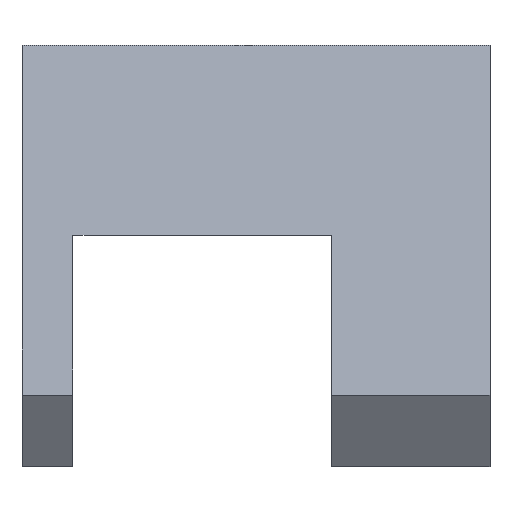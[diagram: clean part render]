
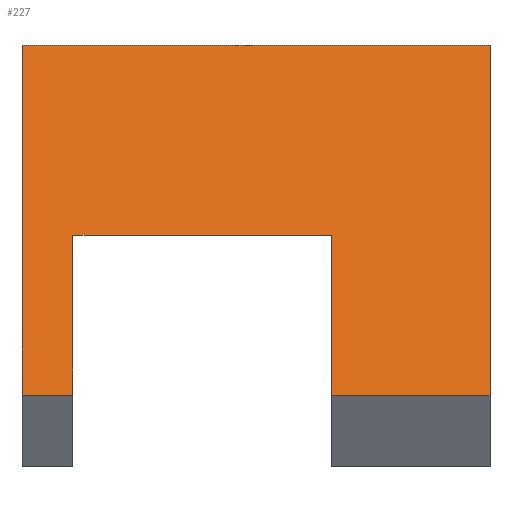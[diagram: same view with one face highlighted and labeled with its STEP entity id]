
A CAD part, left-side view. The second image highlights one B-rep face of the part: STEP entity #227.
In plain terms, the highlighted planar face has unit normal (-0.961, 0, 0.276).
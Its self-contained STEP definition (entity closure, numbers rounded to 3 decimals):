
#25=FACE_OUTER_BOUND('',#37,.T.);
#37=EDGE_LOOP('',(#188,#189,#190,#191,#192,#193,#194,#195));
#43=LINE('',#322,#70);
#47=LINE('',#332,#74);
#50=LINE('',#338,#77);
#56=LINE('',#354,#83);
#61=LINE('',#363,#88);
#65=LINE('',#372,#92);
#67=LINE('',#376,#94);
#68=LINE('',#377,#95);
#70=VECTOR('',#263,10.);
#74=VECTOR('',#271,10.);
#77=VECTOR('',#276,10.);
#83=VECTOR('',#290,10.);
#88=VECTOR('',#297,10.);
#92=VECTOR('',#307,10.);
#94=VECTOR('',#311,10.);
#95=VECTOR('',#312,10.);
#97=VERTEX_POINT('',#320);
#98=VERTEX_POINT('',#321);
#102=VERTEX_POINT('',#331);
#104=VERTEX_POINT('',#337);
#110=VERTEX_POINT('',#353);
#113=VERTEX_POINT('',#361);
#115=VERTEX_POINT('',#371);
#116=VERTEX_POINT('',#375);
#117=EDGE_CURVE('',#97,#98,#43,.T.);
#122=EDGE_CURVE('',#102,#98,#47,.T.);
#125=EDGE_CURVE('',#102,#104,#50,.T.);
#133=EDGE_CURVE('',#104,#110,#56,.T.);
#138=EDGE_CURVE('',#113,#97,#61,.T.);
#142=EDGE_CURVE('',#110,#115,#65,.T.);
#144=EDGE_CURVE('',#116,#113,#67,.T.);
#145=EDGE_CURVE('',#116,#115,#68,.T.);
#188=ORIENTED_EDGE('',*,*,#138,.F.);
#189=ORIENTED_EDGE('',*,*,#144,.F.);
#190=ORIENTED_EDGE('',*,*,#145,.T.);
#191=ORIENTED_EDGE('',*,*,#142,.F.);
#192=ORIENTED_EDGE('',*,*,#133,.F.);
#193=ORIENTED_EDGE('',*,*,#125,.F.);
#194=ORIENTED_EDGE('',*,*,#122,.T.);
#195=ORIENTED_EDGE('',*,*,#117,.F.);
#215=PLANE('',#256);
#227=ADVANCED_FACE('',(#25),#215,.T.);
#256=AXIS2_PLACEMENT_3D('',#374,#309,#310);
#263=DIRECTION('',(0.276,0.,0.961));
#271=DIRECTION('',(0.,-1.,0.));
#276=DIRECTION('',(-0.276,0.,-0.961));
#290=DIRECTION('',(0.,1.,0.));
#297=DIRECTION('',(0.,1.,0.));
#307=DIRECTION('',(0.276,0.,0.961));
#309=DIRECTION('center_axis',(-0.961,0.,0.276));
#310=DIRECTION('ref_axis',(-0.276,0.,-0.961));
#311=DIRECTION('',(-0.276,0.,-0.961));
#312=DIRECTION('',(0.,1.,0.));
#320=CARTESIAN_POINT('',(-52.633,0.2,-7.155));
#321=CARTESIAN_POINT('',(-48.229,0.2,8.204));
#322=CARTESIAN_POINT('',(-43.899,0.2,23.304));
#331=CARTESIAN_POINT('',(-48.229,25.1,8.204));
#332=CARTESIAN_POINT('',(-48.229,6.3,8.204));
#337=CARTESIAN_POINT('',(-52.633,25.1,-7.155));
#338=CARTESIAN_POINT('',(-46.222,25.1,15.203));
#353=CARTESIAN_POINT('',(-52.633,30.,-7.155));
#354=CARTESIAN_POINT('',(-52.633,0.,-7.155));
#361=CARTESIAN_POINT('',(-52.633,-15.,-7.155));
#363=CARTESIAN_POINT('',(-52.633,0.,-7.155));
#371=CARTESIAN_POINT('',(-42.986,30.,26.489));
#372=CARTESIAN_POINT('',(-42.986,30.,26.489));
#374=CARTESIAN_POINT('Origin',(-42.986,0.,26.489));
#375=CARTESIAN_POINT('',(-42.986,-15.,26.489));
#376=CARTESIAN_POINT('',(-42.986,-15.,26.489));
#377=CARTESIAN_POINT('',(-42.986,0.,26.489));
